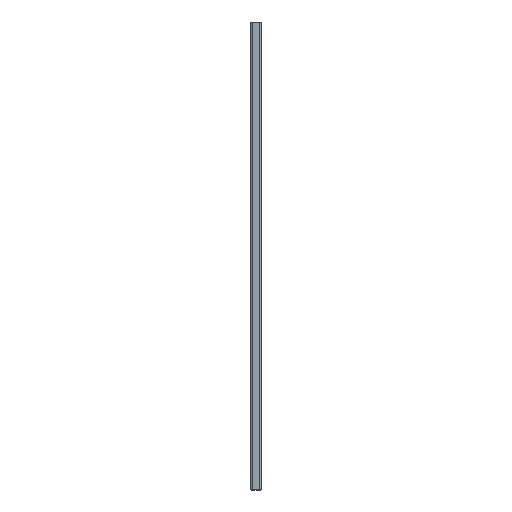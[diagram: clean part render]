
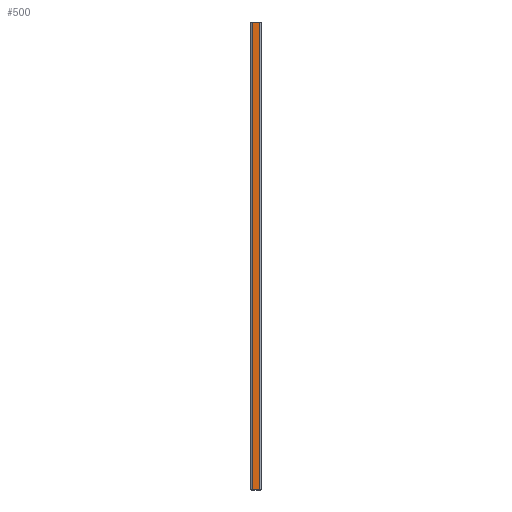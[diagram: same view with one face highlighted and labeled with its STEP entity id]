
A CAD part, top view. The second image highlights one B-rep face of the part: STEP entity #500.
In plain terms, the highlighted planar face has unit normal (0, 0, 1).
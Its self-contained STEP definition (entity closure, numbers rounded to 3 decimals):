
#500=ADVANCED_FACE('',(#1037),#1038,.T.);
#1037=FACE_OUTER_BOUND('',#1589,.T.);
#1038=PLANE('',#1590);
#1589=EDGE_LOOP('',(#3060,#3061,#3062,#3063));
#1590=AXIS2_PLACEMENT_3D('',#3064,#3065,#3066);
#3060=ORIENTED_EDGE('',*,*,#3697,.T.);
#3061=ORIENTED_EDGE('',*,*,#3834,.F.);
#3062=ORIENTED_EDGE('',*,*,#3561,.T.);
#3063=ORIENTED_EDGE('',*,*,#3832,.T.);
#3064=CARTESIAN_POINT('',(0.,1190.0,26.));
#3065=DIRECTION('',(0.0,0.0,1.0));
#3066=DIRECTION('',(-1.0,0.0,0.0));
#3561=EDGE_CURVE('',#4362,#4360,#4363,.T.);
#3697=EDGE_CURVE('',#4589,#4587,#4590,.T.);
#3832=EDGE_CURVE('',#4360,#4589,#4748,.T.);
#3834=EDGE_CURVE('',#4362,#4587,#4750,.T.);
#4360=VERTEX_POINT('',#5464);
#4362=VERTEX_POINT('',#5467);
#4363=LINE('',#5468,#5469);
#4587=VERTEX_POINT('',#5781);
#4589=VERTEX_POINT('',#5784);
#4590=LINE('',#5785,#5786);
#4748=LINE('',#5982,#5983);
#4750=LINE('',#5985,#5986);
#5464=CARTESIAN_POINT('',(-9.342,1190.0,26.));
#5467=CARTESIAN_POINT('',(9.342,1190.0,26.));
#5468=CARTESIAN_POINT('',(9.342,1190.0,26.));
#5469=VECTOR('',#6370,1.0);
#5781=CARTESIAN_POINT('',(9.342,0.0,26.));
#5784=CARTESIAN_POINT('',(-9.342,0.0,26.));
#5785=CARTESIAN_POINT('',(9.342,0.0,26.));
#5786=VECTOR('',#6526,1.0);
#5982=CARTESIAN_POINT('',(-9.342,1190.0,26.));
#5983=VECTOR('',#6688,1.0);
#5985=CARTESIAN_POINT('',(9.342,1190.0,26.));
#5986=VECTOR('',#6689,1.0);
#6370=DIRECTION('',(-1.0,0.0,0.0));
#6526=DIRECTION('',(1.0,0.0,0.0));
#6688=DIRECTION('',(0.0,-1.0,0.0));
#6689=DIRECTION('',(0.0,-1.0,0.0));
